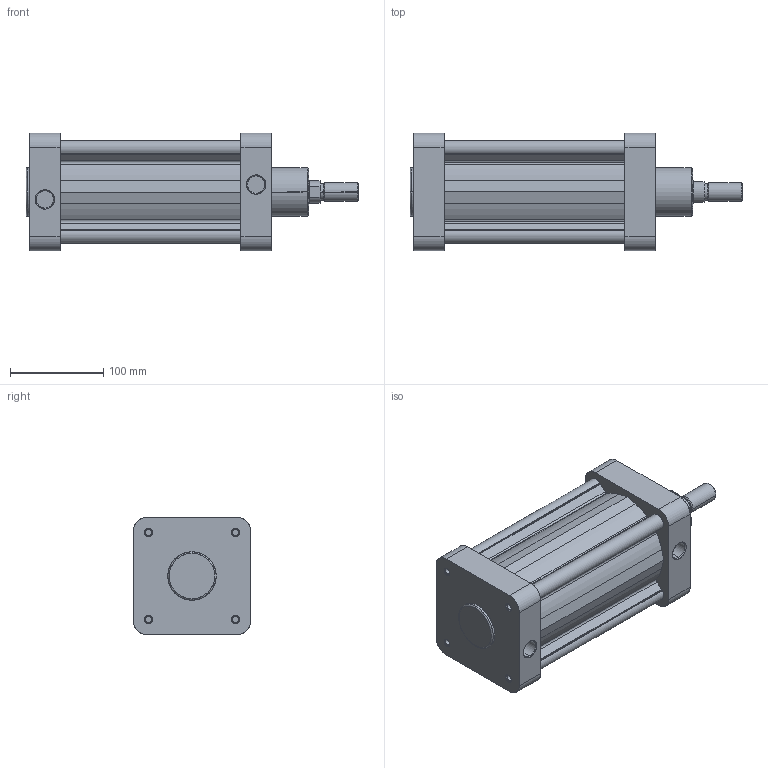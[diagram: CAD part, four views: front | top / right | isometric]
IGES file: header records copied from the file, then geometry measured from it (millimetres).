
Start section: SolidWorks IGES file using analytic representation for surfaces
Global section: file name: PAG  100-125  CYLINDER.IGS; native system: SolidWorks 2010; preprocessor: SolidWorks 2010; author: HASAN; date: 100805.090203; units: millimetre
Bounding box: 356 x 126 x 126 mm (x, y, z)
Surface area: 361550.7 mm2 (no closed solid volume)
Topology: 0 solids, 0 shells, 196 faces, 3564 edges, 3564 vertices
Faces by surface type: revolution 118, bspline 78
